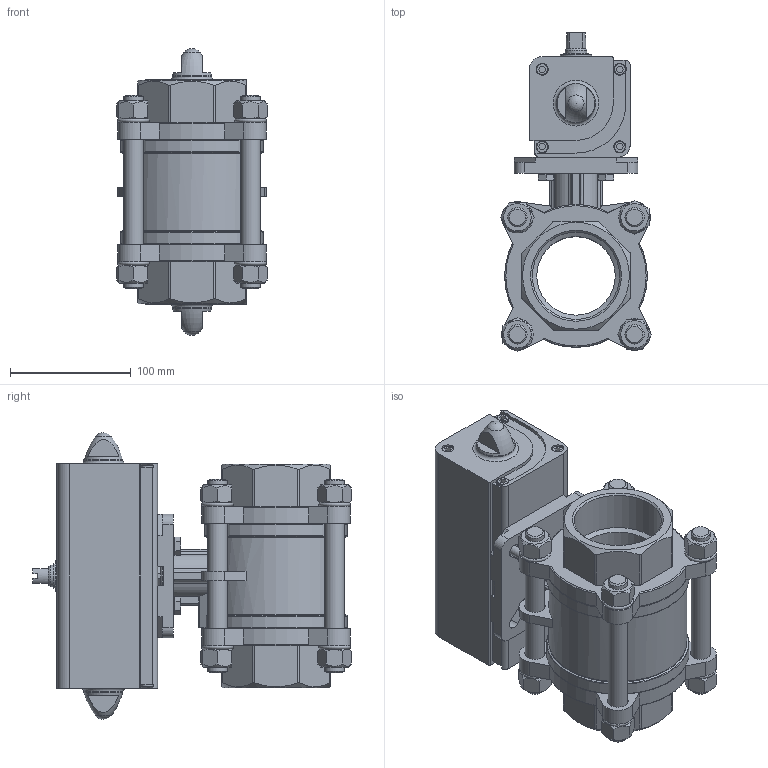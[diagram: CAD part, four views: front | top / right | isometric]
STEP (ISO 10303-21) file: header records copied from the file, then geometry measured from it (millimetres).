
FILE_DESCRIPTION(/* description */ ('STEP AP214'),/* implementation_level */ '2;1');
FILE_NAME(/* name */ '1809659_VZBA-21_2-GG-63-T-22-F0710-V4V4T-PP106-R-90-C',/* time_stamp */ '2024-09-18T00:28:06+02:00',/* author */ ('License CC BY-ND 4.0'),/* organization */ ('CADENAS'),/* preprocessor_version */ 'ST-DEVELOPER v19.3',/* originating_system */ 'PARTsolutions',/* authorisation */ ' ');
FILE_SCHEMA (('AUTOMOTIVE_DESIGN {1 0 10303 214 3 1 1}'));
Length unit declared in the file: millimetre
Products named in the file (6): 1809659 VZBA-21/2"-GG-63-T-22-F0710-V4V4T-PP106-R-90-C; 1686648 VZBA-21/2''-GG-63-T-22-F0710-V4V4T; 690068 S 8 A2; Hexagon bolt DIN 933 - M8x22; 533420 DAPS-0106-090-R-F0507---(1); 533420 DAPS-0106-090-R-F0507---(2)
Assembly tree (10 placements, depth 2):
  1809659 VZBA-21/2"-GG-63-T-22-F0710-V4V4T-PP106-R-90-C
    690068 S 8 A2  x4
    Hexagon bolt DIN 933 - M8x22  x4
    533420 DAPS-0106-090-R-F0507---(1)
    533420 DAPS-0106-090-R-F0507---(2)
  1686648 VZBA-21/2''-GG-63-T-22-F0710-V4V4T
Bounding box: 124.59 x 263.59 x 237.1 mm (x, y, z)
Volume: 2653235.6 mm3; surface area: 311017.6 mm2
Topology: 11 solids, 11 shells, 694 faces, 1715 edges, 1097 vertices
Faces by surface type: plane 357, cylinder 182, cone 115, torus 38, sphere 2
Full cylindrical faces by diameter (mm): 4.134 x8, 4.917 x5, 6.647 x4, 8 x4, 8.4 x4, 8.566 x2, 10 x8, 11.63 x4, 13 x4, 16 x12, 17 x10, 18 x1, 20.5 x1, 23.5 x1, 26 x2, 34 x2, 65 x1, 72.226 x2, 114 x1, 118 x1
Entity records: 18282 total; most frequent: CARTESIAN_POINT 4092, DIRECTION 2852, ORIENTED_EDGE 2686, EDGE_CURVE 1343, AXIS2_PLACEMENT_3D 1073, VERTEX_POINT 977, FACE_BOUND 894, EDGE_LOOP 875
